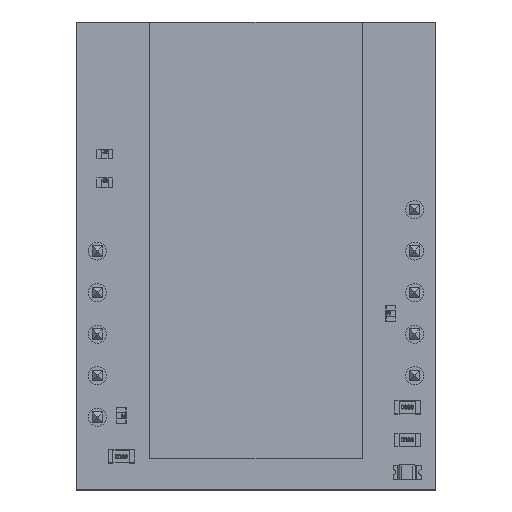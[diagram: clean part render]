
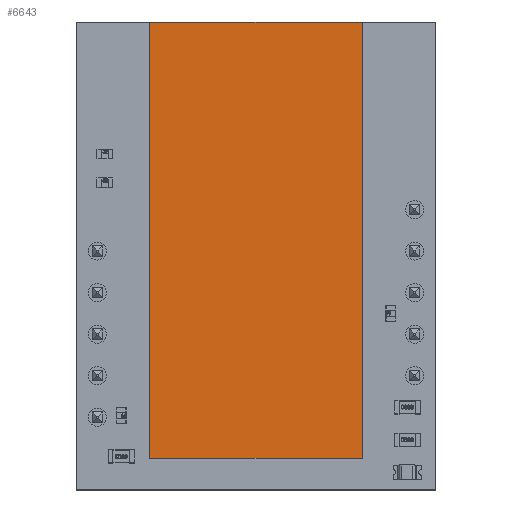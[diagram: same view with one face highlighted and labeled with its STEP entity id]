
A CAD part, top view. The second image highlights one B-rep face of the part: STEP entity #6643.
In plain terms, the highlighted planar face has unit normal (0, 0, 1).
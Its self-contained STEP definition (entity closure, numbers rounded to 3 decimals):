
#6514 = VERTEX_POINT('',#6515);
#6515 = CARTESIAN_POINT('',(-6.5,13.35,0.8));
#6521 = EDGE_CURVE('',#6514,#6522,#6524,.T.);
#6522 = VERTEX_POINT('',#6523);
#6523 = CARTESIAN_POINT('',(6.5,13.35,0.8));
#6524 = LINE('',#6525,#6526);
#6525 = CARTESIAN_POINT('',(-6.5,13.35,0.8));
#6526 = VECTOR('',#6527,1.);
#6527 = DIRECTION('',(1.,0.,0.));
#6552 = EDGE_CURVE('',#6522,#6553,#6555,.T.);
#6553 = VERTEX_POINT('',#6554);
#6554 = CARTESIAN_POINT('',(6.5,-13.35,0.8));
#6555 = LINE('',#6556,#6557);
#6556 = CARTESIAN_POINT('',(6.5,13.35,0.8));
#6557 = VECTOR('',#6558,1.);
#6558 = DIRECTION('',(0.,-1.,0.));
#6583 = EDGE_CURVE('',#6553,#6584,#6586,.T.);
#6584 = VERTEX_POINT('',#6585);
#6585 = CARTESIAN_POINT('',(-6.5,-13.35,0.8));
#6586 = LINE('',#6587,#6588);
#6587 = CARTESIAN_POINT('',(6.5,-13.35,0.8));
#6588 = VECTOR('',#6589,1.);
#6589 = DIRECTION('',(-1.,0.,0.));
#6614 = EDGE_CURVE('',#6584,#6514,#6615,.T.);
#6615 = LINE('',#6616,#6617);
#6616 = CARTESIAN_POINT('',(-6.5,-13.35,0.8));
#6617 = VECTOR('',#6618,1.);
#6618 = DIRECTION('',(0.,1.,0.));
#6643 = ADVANCED_FACE('',(#6644),#6650,.T.);
#6644 = FACE_BOUND('',#6645,.F.);
#6645 = EDGE_LOOP('',(#6646,#6647,#6648,#6649));
#6646 = ORIENTED_EDGE('',*,*,#6521,.T.);
#6647 = ORIENTED_EDGE('',*,*,#6552,.T.);
#6648 = ORIENTED_EDGE('',*,*,#6583,.T.);
#6649 = ORIENTED_EDGE('',*,*,#6614,.T.);
#6650 = PLANE('',#6651);
#6651 = AXIS2_PLACEMENT_3D('',#6652,#6653,#6654);
#6652 = CARTESIAN_POINT('',(-6.5,13.35,0.8));
#6653 = DIRECTION('',(0.,0.,1.));
#6654 = DIRECTION('',(1.,0.,0.));
